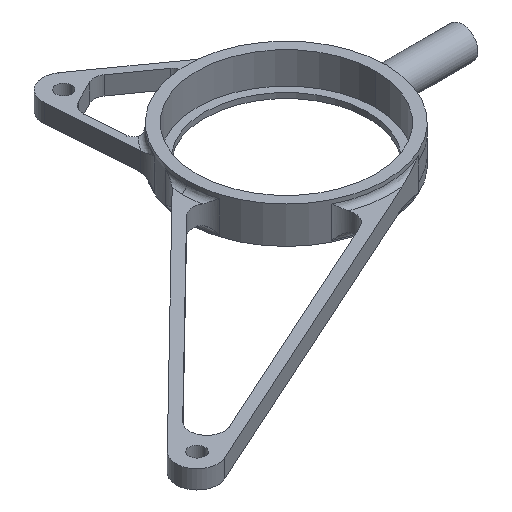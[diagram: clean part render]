
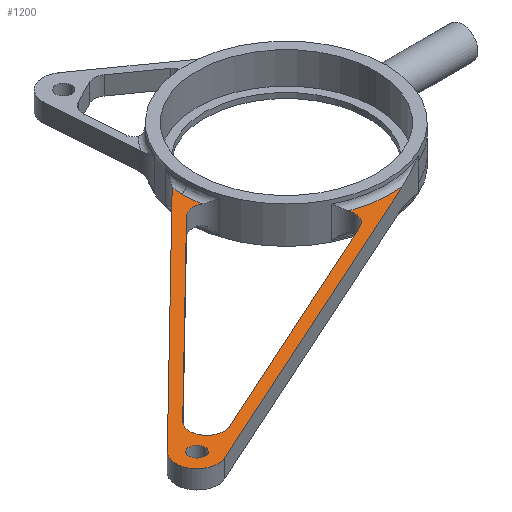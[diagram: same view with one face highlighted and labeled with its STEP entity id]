
A CAD part, isometric view. The second image highlights one B-rep face of the part: STEP entity #1200.
In plain terms, the highlighted planar face has unit normal (0, 0, 1).
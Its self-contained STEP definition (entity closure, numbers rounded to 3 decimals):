
#816=CARTESIAN_POINT('Vertex',(-118.764,-95.347,3.5)) ;
#819=CARTESIAN_POINT('Axis2P3D Location',(-122.058,-88.057,3.5)) ;
#823=CARTESIAN_POINT('Vertex',(-127.654,-82.34,3.5)) ;
#863=CARTESIAN_POINT('Vertex',(-46.348,-8.336,3.5)) ;
#866=CARTESIAN_POINT('Line Origine',(-80.558,-41.829,3.5)) ;
#870=CARTESIAN_POINT('Vertex',(-114.768,-75.321,3.5)) ;
#897=CARTESIAN_POINT('Axis2P3D Location',(-110.22,-79.966,3.5)) ;
#901=CARTESIAN_POINT('Vertex',(-107.544,-85.89,3.5)) ;
#928=CARTESIAN_POINT('Line Origine',(-62.239,-65.424,3.5)) ;
#932=CARTESIAN_POINT('Vertex',(-16.934,-44.958,3.5)) ;
#965=CARTESIAN_POINT('Vertex',(-125.058,-88.057,3.5)) ;
#968=CARTESIAN_POINT('Axis2P3D Location',(-122.058,-88.057,3.5)) ;
#972=CARTESIAN_POINT('Vertex',(-119.058,-88.057,3.5)) ;
#992=CARTESIAN_POINT('Axis2P3D Location',(-122.058,-88.057,3.5)) ;
#1090=CARTESIAN_POINT('Axis2P3D Location',(0.,0.,3.5)) ;
#1094=CARTESIAN_POINT('Vertex',(4.261,-39.772,3.5)) ;
#1096=CARTESIAN_POINT('Vertex',(-13.719,-37.574,3.5)) ;
#1134=CARTESIAN_POINT('Axis2P3D Location',(0.,0.,3.5)) ;
#1139=CARTESIAN_POINT('Axis2P3D Location',(-49.47,12.399,3.5)) ;
#1143=CARTESIAN_POINT('Vertex',(-40.375,3.109,3.5)) ;
#1145=CARTESIAN_POINT('Vertex',(-39.831,3.676,3.5)) ;
#1148=CARTESIAN_POINT('Line Origine',(-84.015,-39.615,3.5)) ;
#1153=CARTESIAN_POINT('Line Origine',(-57.251,-67.56,3.5)) ;
#1158=CARTESIAN_POINT('Axis2P3D Location',(-19.405,-39.49,3.5)) ;
#1163=CARTESIAN_POINT('Axis2P3D Location',(-42.15,-12.623,3.5)) ;
#1167=CARTESIAN_POINT('Vertex',(-39.322,-7.331,3.5)) ;
#1170=CARTESIAN_POINT('Axis2P3D Location',(0.,0.,3.5)) ;
#1174=CARTESIAN_POINT('Vertex',(-40.,0.,3.5)) ;
#1177=CARTESIAN_POINT('Axis2P3D Location',(0.,0.,3.5)) ;
#820=DIRECTION('Axis2P3D Direction',(0.,0.,1.)) ;
#867=DIRECTION('Vector Direction',(-0.715,-0.7,0.)) ;
#898=DIRECTION('Axis2P3D Direction',(0.,0.,1.)) ;
#929=DIRECTION('Vector Direction',(0.911,0.412,0.)) ;
#969=DIRECTION('Axis2P3D Direction',(0.,0.,1.)) ;
#993=DIRECTION('Axis2P3D Direction',(0.,0.,1.)) ;
#1091=DIRECTION('Axis2P3D Direction',(0.,-0.,1.)) ;
#1135=DIRECTION('Axis2P3D Direction',(0.,0.,1.)) ;
#1136=DIRECTION('Axis2P3D XDirection',(1.,0.,0.)) ;
#1140=DIRECTION('Axis2P3D Direction',(0.,0.,1.)) ;
#1149=DIRECTION('Vector Direction',(-0.715,-0.7,0.)) ;
#1154=DIRECTION('Vector Direction',(0.911,0.412,0.)) ;
#1159=DIRECTION('Axis2P3D Direction',(0.,0.,1.)) ;
#1164=DIRECTION('Axis2P3D Direction',(0.,0.,1.)) ;
#1171=DIRECTION('Axis2P3D Direction',(0.,0.,1.)) ;
#1178=DIRECTION('Axis2P3D Direction',(0.,0.,1.)) ;
#821=AXIS2_PLACEMENT_3D('Circle Axis2P3D',#819,#820,$) ;
#899=AXIS2_PLACEMENT_3D('Circle Axis2P3D',#897,#898,$) ;
#970=AXIS2_PLACEMENT_3D('Circle Axis2P3D',#968,#969,$) ;
#994=AXIS2_PLACEMENT_3D('Circle Axis2P3D',#992,#993,$) ;
#1092=AXIS2_PLACEMENT_3D('Circle Axis2P3D',#1090,#1091,$) ;
#1137=AXIS2_PLACEMENT_3D('Plane Axis2P3D',#1134,#1135,#1136) ;
#1141=AXIS2_PLACEMENT_3D('Circle Axis2P3D',#1139,#1140,$) ;
#1160=AXIS2_PLACEMENT_3D('Circle Axis2P3D',#1158,#1159,$) ;
#1165=AXIS2_PLACEMENT_3D('Circle Axis2P3D',#1163,#1164,$) ;
#1172=AXIS2_PLACEMENT_3D('Circle Axis2P3D',#1170,#1171,$) ;
#1179=AXIS2_PLACEMENT_3D('Circle Axis2P3D',#1177,#1178,$) ;
#1183=ORIENTED_EDGE('',*,*,#1147,.F.) ;
#1184=ORIENTED_EDGE('',*,*,#1152,.T.) ;
#1185=ORIENTED_EDGE('',*,*,#825,.T.) ;
#1186=ORIENTED_EDGE('',*,*,#1157,.T.) ;
#1187=ORIENTED_EDGE('',*,*,#1098,.T.) ;
#1188=ORIENTED_EDGE('',*,*,#1162,.F.) ;
#1189=ORIENTED_EDGE('',*,*,#934,.F.) ;
#1190=ORIENTED_EDGE('',*,*,#903,.F.) ;
#1191=ORIENTED_EDGE('',*,*,#872,.F.) ;
#1192=ORIENTED_EDGE('',*,*,#1169,.F.) ;
#1193=ORIENTED_EDGE('',*,*,#1176,.T.) ;
#1194=ORIENTED_EDGE('',*,*,#1181,.T.) ;
#1197=ORIENTED_EDGE('',*,*,#996,.F.) ;
#1198=ORIENTED_EDGE('',*,*,#974,.F.) ;
#1199=FACE_BOUND('',#1196,.T.) ;
#868=VECTOR('Line Direction',#867,1.) ;
#930=VECTOR('Line Direction',#929,1.) ;
#1150=VECTOR('Line Direction',#1149,1.) ;
#1155=VECTOR('Line Direction',#1154,1.) ;
#1200=ADVANCED_FACE('\X2\96F64EF651E04F554F53\X0\',(#1195,#1199),#1138,.T.) ;
#822=CIRCLE('generated circle',#821,8.) ;
#900=CIRCLE('generated circle',#899,6.5) ;
#971=CIRCLE('generated circle',#970,3.) ;
#995=CIRCLE('generated circle',#994,3.) ;
#1093=CIRCLE('generated circle',#1092,40.) ;
#1142=CIRCLE('generated circle',#1141,13.) ;
#1161=CIRCLE('generated circle',#1160,6.) ;
#1166=CIRCLE('generated circle',#1165,6.) ;
#1173=CIRCLE('generated circle',#1172,40.) ;
#1180=CIRCLE('generated circle',#1179,40.) ;
#825=EDGE_CURVE('',#824,#817,#822,.T.) ;
#872=EDGE_CURVE('',#864,#871,#869,.T.) ;
#903=EDGE_CURVE('',#871,#902,#900,.T.) ;
#934=EDGE_CURVE('',#902,#933,#931,.T.) ;
#974=EDGE_CURVE('',#966,#973,#971,.T.) ;
#996=EDGE_CURVE('',#973,#966,#995,.T.) ;
#1098=EDGE_CURVE('',#1095,#1097,#1093,.F.) ;
#1147=EDGE_CURVE('',#1144,#1146,#1142,.T.) ;
#1152=EDGE_CURVE('',#1144,#824,#1151,.T.) ;
#1157=EDGE_CURVE('',#817,#1095,#1156,.T.) ;
#1162=EDGE_CURVE('',#933,#1097,#1161,.T.) ;
#1169=EDGE_CURVE('',#1168,#864,#1166,.T.) ;
#1176=EDGE_CURVE('',#1168,#1175,#1173,.F.) ;
#1181=EDGE_CURVE('',#1175,#1146,#1180,.F.) ;
#1182=EDGE_LOOP('',(#1183,#1184,#1185,#1186,#1187,#1188,#1189,#1190,#1191,#1192,#1193,#1194)) ;
#1196=EDGE_LOOP('',(#1197,#1198)) ;
#1195=FACE_OUTER_BOUND('',#1182,.T.) ;
#869=LINE('Line',#866,#868) ;
#931=LINE('Line',#928,#930) ;
#1151=LINE('Line',#1148,#1150) ;
#1156=LINE('Line',#1153,#1155) ;
#1138=PLANE('Plane',#1137) ;
#817=VERTEX_POINT('',#816) ;
#824=VERTEX_POINT('',#823) ;
#864=VERTEX_POINT('',#863) ;
#871=VERTEX_POINT('',#870) ;
#902=VERTEX_POINT('',#901) ;
#933=VERTEX_POINT('',#932) ;
#966=VERTEX_POINT('',#965) ;
#973=VERTEX_POINT('',#972) ;
#1095=VERTEX_POINT('',#1094) ;
#1097=VERTEX_POINT('',#1096) ;
#1144=VERTEX_POINT('',#1143) ;
#1146=VERTEX_POINT('',#1145) ;
#1168=VERTEX_POINT('',#1167) ;
#1175=VERTEX_POINT('',#1174) ;
